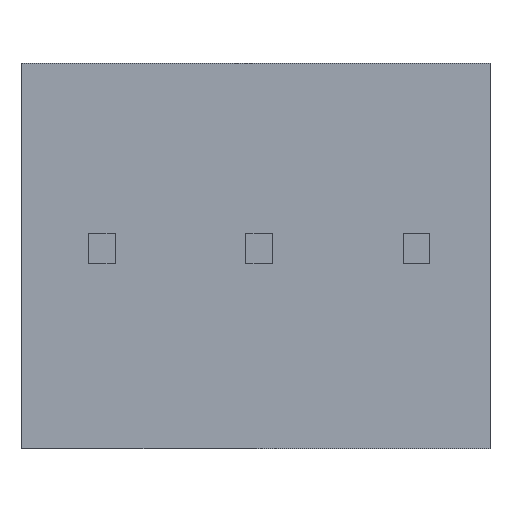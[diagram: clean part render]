
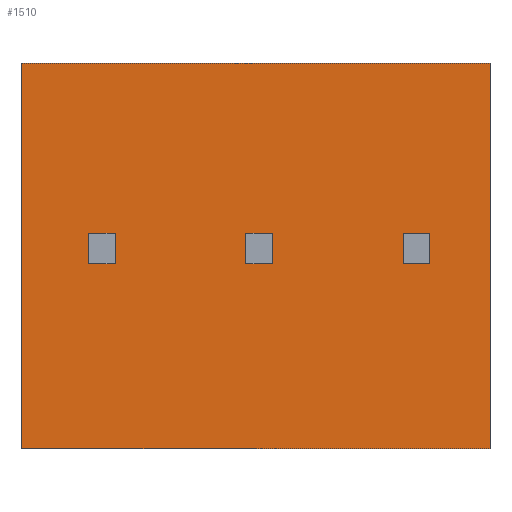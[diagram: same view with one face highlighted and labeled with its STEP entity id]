
A CAD part, front view. The second image highlights one B-rep face of the part: STEP entity #1510.
In plain terms, the highlighted planar face has unit normal (0, -1, 0).
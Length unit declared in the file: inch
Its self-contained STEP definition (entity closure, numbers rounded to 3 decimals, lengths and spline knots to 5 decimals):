
#267 = CARTESIAN_POINT ( 'NONE',  ( 0.0593, 0., -0.12739 ) ) ;
#388 = LINE ( 'NONE', #389, #1920 ) ;
#389 = CARTESIAN_POINT ( 'NONE',  ( 0.04224, 0., -0.12739 ) ) ;
#390 = DIRECTION ( 'NONE',  ( 1., 0., 0. ) ) ;
#397 = LINE ( 'NONE', #398, #1925 ) ;
#398 = CARTESIAN_POINT ( 'NONE',  ( 0., 0., 0. ) ) ;
#399 = DIRECTION ( 'NONE',  ( 1., 0., 0. ) ) ;
#403 = LINE ( 'NONE', #404, #1926 ) ;
#404 = CARTESIAN_POINT ( 'NONE',  ( 0.29751, 0., -0.245 ) ) ;
#405 = DIRECTION ( 'NONE',  ( 0., 0., -1. ) ) ;
#415 = LINE ( 'NONE', #416, #1930 ) ;
#416 = CARTESIAN_POINT ( 'NONE',  ( 0.14224, 0., -0.12739 ) ) ;
#417 = DIRECTION ( 'NONE',  ( 1., 0., 0. ) ) ;
#430 = LINE ( 'NONE', #431, #1934 ) ;
#431 = CARTESIAN_POINT ( 'NONE',  ( 0.24224, 0., -0.10806 ) ) ;
#432 = DIRECTION ( 'NONE',  ( -1., 0., 0. ) ) ;
#445 = LINE ( 'NONE', #446, #1940 ) ;
#446 = CARTESIAN_POINT ( 'NONE',  ( 0., 0., -0.245 ) ) ;
#447 = DIRECTION ( 'NONE',  ( -1., 0., 0. ) ) ;
#448 = LINE ( 'NONE', #449, #1941 ) ;
#449 = CARTESIAN_POINT ( 'NONE',  ( 0.24224, 0., -0.10806 ) ) ;
#450 = DIRECTION ( 'NONE',  ( 0., 0., -1. ) ) ;
#481 = LINE ( 'NONE', #482, #1952 ) ;
#482 = CARTESIAN_POINT ( 'NONE',  ( 0.1593, 0., -0.10806 ) ) ;
#483 = DIRECTION ( 'NONE',  ( 0., 0., 1. ) ) ;
#487 = LINE ( 'NONE', #488, #1954 ) ;
#488 = CARTESIAN_POINT ( 'NONE',  ( 0.14224, 0., -0.10806 ) ) ;
#489 = DIRECTION ( 'NONE',  ( -1., 0., 0. ) ) ;
#490 = LINE ( 'NONE', #491, #1955 ) ;
#491 = CARTESIAN_POINT ( 'NONE',  ( 0.14224, 0., -0.10806 ) ) ;
#492 = DIRECTION ( 'NONE',  ( 0., 0., -1. ) ) ;
#496 = LINE ( 'NONE', #497, #1957 ) ;
#497 = CARTESIAN_POINT ( 'NONE',  ( 0.04224, 0., -0.10806 ) ) ;
#498 = DIRECTION ( 'NONE',  ( -1., 0., 0. ) ) ;
#499 = LINE ( 'NONE', #500, #1959 ) ;
#500 = CARTESIAN_POINT ( 'NONE',  ( 0.0593, 0., -0.10806 ) ) ;
#501 = DIRECTION ( 'NONE',  ( 0., 0., 1. ) ) ;
#541 = LINE ( 'NONE', #542, #1896 ) ;
#542 = CARTESIAN_POINT ( 'NONE',  ( 0., 0., 0. ) ) ;
#543 = DIRECTION ( 'NONE',  ( 0., 0., 1. ) ) ;
#559 = LINE ( 'NONE', #560, #2807 ) ;
#560 = CARTESIAN_POINT ( 'NONE',  ( 0.04224, 0., -0.10806 ) ) ;
#561 = DIRECTION ( 'NONE',  ( 0., 0., -1. ) ) ;
#562 = LINE ( 'NONE', #563, #2793 ) ;
#563 = CARTESIAN_POINT ( 'NONE',  ( 0.2593, 0., -0.10806 ) ) ;
#564 = DIRECTION ( 'NONE',  ( 0., 0., 1. ) ) ;
#574 = LINE ( 'NONE', #575, #2809 ) ;
#575 = CARTESIAN_POINT ( 'NONE',  ( 0.24224, 0., -0.12739 ) ) ;
#576 = DIRECTION ( 'NONE',  ( 1., 0., 0. ) ) ;
#745 = DIRECTION ( 'NONE',  ( 0., -1., 0. ) ) ;
#772 = DIRECTION ( 'NONE',  ( 0., 0., -1. ) ) ;
#802 = CARTESIAN_POINT ( 'NONE',  ( 0., 0., -0.245 ) ) ;
#865 = PLANE ( 'NONE',  #3374 ) ;
#908 = EDGE_LOOP ( 'NONE', ( #3246, #3247, #3212, #3321 ) ) ;
#909 = CARTESIAN_POINT ( 'NONE',  ( 0.04224, 0., -0.10806 ) ) ;
#920 = CARTESIAN_POINT ( 'NONE',  ( 0.2593, 0., -0.12739 ) ) ;
#925 = CARTESIAN_POINT ( 'NONE',  ( 0.2593, 0., -0.10806 ) ) ;
#928 = CARTESIAN_POINT ( 'NONE',  ( 0.24224, 0., -0.12739 ) ) ;
#968 = CARTESIAN_POINT ( 'NONE',  ( 0.1593, 0., -0.12739 ) ) ;
#973 = CARTESIAN_POINT ( 'NONE',  ( 0.1593, 0., -0.10806 ) ) ;
#1000 = EDGE_LOOP ( 'NONE', ( #3329, #3271, #3302, #3211 ) ) ;
#1002 = CARTESIAN_POINT ( 'NONE',  ( 0., 0., -0.245 ) ) ;
#1006 = EDGE_LOOP ( 'NONE', ( #3231, #3309, #3295, #3322 ) ) ;
#1011 = EDGE_LOOP ( 'NONE', ( #3334, #3314, #3319, #3261 ) ) ;
#1063 = CARTESIAN_POINT ( 'NONE',  ( 0.29751, 0., 0. ) ) ;
#1066 = CARTESIAN_POINT ( 'NONE',  ( 0., 0., 0. ) ) ;
#1067 = CARTESIAN_POINT ( 'NONE',  ( 0.14224, 0., -0.10806 ) ) ;
#1069 = CARTESIAN_POINT ( 'NONE',  ( 0.14224, 0., -0.12739 ) ) ;
#1086 = CARTESIAN_POINT ( 'NONE',  ( 0.24224, 0., -0.10806 ) ) ;
#1087 = CARTESIAN_POINT ( 'NONE',  ( 0.0593, 0., -0.10806 ) ) ;
#1095 = CARTESIAN_POINT ( 'NONE',  ( 0.04224, 0., -0.12739 ) ) ;
#1098 = CARTESIAN_POINT ( 'NONE',  ( 0.29751, 0., -0.245 ) ) ;
#1196 = VERTEX_POINT ( 'NONE', #928 ) ;
#1203 = VERTEX_POINT ( 'NONE', #920 ) ;
#1218 = VERTEX_POINT ( 'NONE', #1087 ) ;
#1233 = VERTEX_POINT ( 'NONE', #1095 ) ;
#1268 = VERTEX_POINT ( 'NONE', #925 ) ;
#1383 = VERTEX_POINT ( 'NONE', #1086 ) ;
#1385 = VERTEX_POINT ( 'NONE', #1069 ) ;
#1386 = VERTEX_POINT ( 'NONE', #1098 ) ;
#1395 = VERTEX_POINT ( 'NONE', #1063 ) ;
#1396 = VERTEX_POINT ( 'NONE', #1066 ) ;
#1398 = VERTEX_POINT ( 'NONE', #1002 ) ;
#1399 = VERTEX_POINT ( 'NONE', #1067 ) ;
#1410 = VERTEX_POINT ( 'NONE', #968 ) ;
#1412 = VERTEX_POINT ( 'NONE', #973 ) ;
#1435 = VERTEX_POINT ( 'NONE', #909 ) ;
#1510 = ADVANCED_FACE ( 'NONE', ( #3355, #2779, #3379, #3364 ), #865, .T. ) ;
#1731 = EDGE_CURVE ( 'NONE', #1233, #2378, #388, .T. ) ;
#1734 = EDGE_CURVE ( 'NONE', #1396, #1395, #397, .T. ) ;
#1736 = EDGE_CURVE ( 'NONE', #1395, #1386, #403, .T. ) ;
#1740 = EDGE_CURVE ( 'NONE', #1385, #1410, #415, .T. ) ;
#1745 = EDGE_CURVE ( 'NONE', #1268, #1383, #430, .T. ) ;
#1750 = EDGE_CURVE ( 'NONE', #1386, #1398, #445, .T. ) ;
#1751 = EDGE_CURVE ( 'NONE', #1383, #1196, #448, .T. ) ;
#1762 = EDGE_CURVE ( 'NONE', #1410, #1412, #481, .T. ) ;
#1764 = EDGE_CURVE ( 'NONE', #1412, #1399, #487, .T. ) ;
#1765 = EDGE_CURVE ( 'NONE', #1399, #1385, #490, .T. ) ;
#1767 = EDGE_CURVE ( 'NONE', #1218, #1435, #496, .T. ) ;
#1768 = EDGE_CURVE ( 'NONE', #2378, #1218, #499, .T. ) ;
#1782 = EDGE_CURVE ( 'NONE', #1398, #1396, #541, .T. ) ;
#1788 = EDGE_CURVE ( 'NONE', #1435, #1233, #559, .T. ) ;
#1789 = EDGE_CURVE ( 'NONE', #1203, #1268, #562, .T. ) ;
#1793 = EDGE_CURVE ( 'NONE', #1196, #1203, #574, .T. ) ;
#1896 = VECTOR ( 'NONE', #543, 39.37008 ) ;
#1920 = VECTOR ( 'NONE', #390, 39.37008 ) ;
#1925 = VECTOR ( 'NONE', #399, 39.37008 ) ;
#1926 = VECTOR ( 'NONE', #405, 39.37008 ) ;
#1930 = VECTOR ( 'NONE', #417, 39.37008 ) ;
#1934 = VECTOR ( 'NONE', #432, 39.37008 ) ;
#1940 = VECTOR ( 'NONE', #447, 39.37008 ) ;
#1941 = VECTOR ( 'NONE', #450, 39.37008 ) ;
#1952 = VECTOR ( 'NONE', #483, 39.37008 ) ;
#1954 = VECTOR ( 'NONE', #489, 39.37008 ) ;
#1955 = VECTOR ( 'NONE', #492, 39.37008 ) ;
#1957 = VECTOR ( 'NONE', #498, 39.37008 ) ;
#1959 = VECTOR ( 'NONE', #501, 39.37008 ) ;
#2378 = VERTEX_POINT ( 'NONE', #267 ) ;
#2779 = FACE_BOUND ( 'NONE', #1000, .T. ) ;
#2793 = VECTOR ( 'NONE', #564, 39.37008 ) ;
#2807 = VECTOR ( 'NONE', #561, 39.37008 ) ;
#2809 = VECTOR ( 'NONE', #576, 39.37008 ) ;
#3211 = ORIENTED_EDGE ( 'NONE', *, *, #1793, .F. ) ;
#3212 = ORIENTED_EDGE ( 'NONE', *, *, #1762, .F. ) ;
#3231 = ORIENTED_EDGE ( 'NONE', *, *, #1736, .F. ) ;
#3246 = ORIENTED_EDGE ( 'NONE', *, *, #1765, .F. ) ;
#3247 = ORIENTED_EDGE ( 'NONE', *, *, #1764, .F. ) ;
#3261 = ORIENTED_EDGE ( 'NONE', *, *, #1768, .F. ) ;
#3271 = ORIENTED_EDGE ( 'NONE', *, *, #1745, .F. ) ;
#3295 = ORIENTED_EDGE ( 'NONE', *, *, #1782, .F. ) ;
#3302 = ORIENTED_EDGE ( 'NONE', *, *, #1789, .F. ) ;
#3309 = ORIENTED_EDGE ( 'NONE', *, *, #1734, .F. ) ;
#3314 = ORIENTED_EDGE ( 'NONE', *, *, #1788, .F. ) ;
#3319 = ORIENTED_EDGE ( 'NONE', *, *, #1767, .F. ) ;
#3321 = ORIENTED_EDGE ( 'NONE', *, *, #1740, .F. ) ;
#3322 = ORIENTED_EDGE ( 'NONE', *, *, #1750, .F. ) ;
#3329 = ORIENTED_EDGE ( 'NONE', *, *, #1751, .F. ) ;
#3334 = ORIENTED_EDGE ( 'NONE', *, *, #1731, .F. ) ;
#3355 = FACE_OUTER_BOUND ( 'NONE', #1006, .T. ) ;
#3364 = FACE_BOUND ( 'NONE', #908, .T. ) ;
#3374 = AXIS2_PLACEMENT_3D ( 'NONE', #802, #745, #772 ) ;
#3379 = FACE_BOUND ( 'NONE', #1011, .T. ) ;
